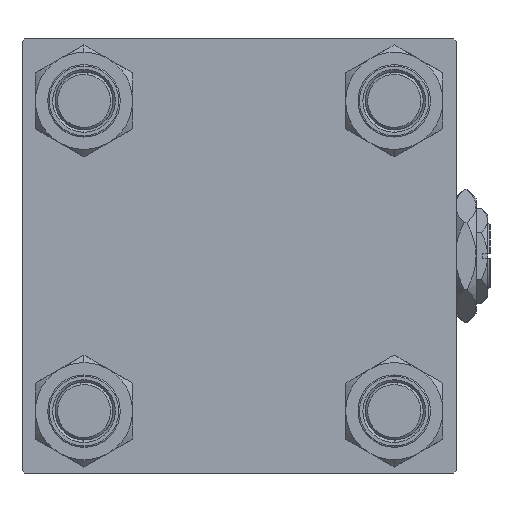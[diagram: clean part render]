
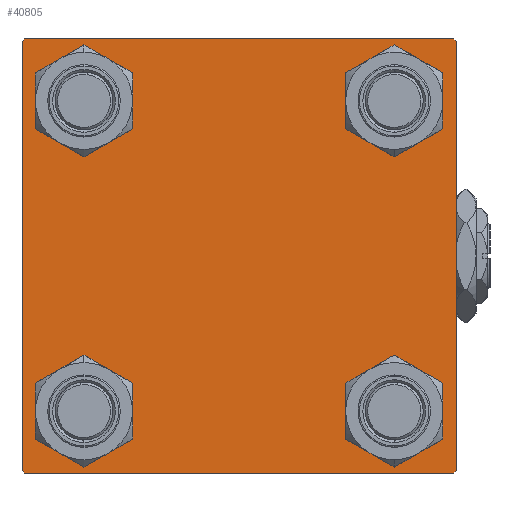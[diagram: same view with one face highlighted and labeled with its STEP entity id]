
A CAD part, left-side view. The second image highlights one B-rep face of the part: STEP entity #40805.
In plain terms, the highlighted planar face has unit normal (-1, 0, 0).
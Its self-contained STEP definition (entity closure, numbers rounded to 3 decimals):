
#80 = LINE ( 'NONE', #16252, #6292 ) ;
#124 = EDGE_CURVE ( 'NONE', #18837, #46587, #6494, .T. ) ;
#168 = CARTESIAN_POINT ( 'NONE',  ( 0., 45., 44.5 ) ) ;
#254 = ORIENTED_EDGE ( 'NONE', *, *, #13055, .T. ) ;
#357 = VERTEX_POINT ( 'NONE', #35893 ) ;
#402 = CIRCLE ( 'NONE', #42667, 6.5 ) ;
#1771 = DIRECTION ( 'NONE',  ( 1., 0., 0. ) ) ;
#1957 = LINE ( 'NONE', #42457, #3195 ) ;
#2222 = CARTESIAN_POINT ( 'NONE',  ( 0., 44.5, -45. ) ) ;
#2424 = EDGE_CURVE ( 'NONE', #42686, #46587, #49916, .T. ) ;
#3031 = CARTESIAN_POINT ( 'NONE',  ( 0., 32.15, -25.65 ) ) ;
#3195 = VECTOR ( 'NONE', #30290, 1000. ) ;
#3843 = ORIENTED_EDGE ( 'NONE', *, *, #8449, .T. ) ;
#4277 = ORIENTED_EDGE ( 'NONE', *, *, #38770, .T. ) ;
#4443 = DIRECTION ( 'NONE',  ( 0., 0., 1. ) ) ;
#5024 = FACE_BOUND ( 'NONE', #47098, .T. ) ;
#5026 = DIRECTION ( 'NONE',  ( 1., 0., 0. ) ) ;
#5606 = AXIS2_PLACEMENT_3D ( 'NONE', #32573, #41043, #25419 ) ;
#6279 = EDGE_LOOP ( 'NONE', ( #3843, #23106 ) ) ;
#6292 = VECTOR ( 'NONE', #28143, 1000. ) ;
#6494 = LINE ( 'NONE', #9964, #35483 ) ;
#6594 = ORIENTED_EDGE ( 'NONE', *, *, #48794, .T. ) ;
#7104 = EDGE_CURVE ( 'NONE', #42686, #28103, #46381, .T. ) ;
#7295 = ORIENTED_EDGE ( 'NONE', *, *, #30888, .T. ) ;
#7759 = EDGE_CURVE ( 'NONE', #46294, #16548, #23850, .T. ) ;
#7998 = DIRECTION ( 'NONE',  ( 0., -1., 0. ) ) ;
#8449 = EDGE_CURVE ( 'NONE', #18232, #50124, #43309, .T. ) ;
#8682 = VECTOR ( 'NONE', #32771, 1000. ) ;
#8739 = PLANE ( 'NONE',  #5606 ) ;
#8902 = ORIENTED_EDGE ( 'NONE', *, *, #52363, .T. ) ;
#9013 = FACE_BOUND ( 'NONE', #6279, .T. ) ;
#9107 = ORIENTED_EDGE ( 'NONE', *, *, #19387, .T. ) ;
#9729 = DIRECTION ( 'NONE',  ( 0., 0., 1. ) ) ;
#9806 = DIRECTION ( 'NONE',  ( 0., 0., 1. ) ) ;
#9964 = CARTESIAN_POINT ( 'NONE',  ( 0., 45., 45. ) ) ;
#10755 = CARTESIAN_POINT ( 'NONE',  ( 0., -32.15, 38.65 ) ) ;
#10937 = VECTOR ( 'NONE', #26614, 1000. ) ;
#11327 = CARTESIAN_POINT ( 'NONE',  ( 0., 45., -44.5 ) ) ;
#11380 = CARTESIAN_POINT ( 'NONE',  ( 0., 32.15, 32.15 ) ) ;
#12015 = CARTESIAN_POINT ( 'NONE',  ( 0., 32.15, 25.65 ) ) ;
#12497 = CIRCLE ( 'NONE', #22677, 6.5 ) ;
#12649 = CIRCLE ( 'NONE', #42229, 6.5 ) ;
#12707 = CARTESIAN_POINT ( 'NONE',  ( 0., -32.15, -38.65 ) ) ;
#12799 = CIRCLE ( 'NONE', #51558, 6.5 ) ;
#12992 = FACE_OUTER_BOUND ( 'NONE', #48825, .T. ) ;
#13055 = EDGE_CURVE ( 'NONE', #30643, #44934, #28528, .T. ) ;
#13179 = DIRECTION ( 'NONE',  ( 0., 0., 1. ) ) ;
#14277 = VERTEX_POINT ( 'NONE', #17636 ) ;
#14508 = ORIENTED_EDGE ( 'NONE', *, *, #7759, .T. ) ;
#15626 = VERTEX_POINT ( 'NONE', #168 ) ;
#16178 = DIRECTION ( 'NONE',  ( 0., 0., 1. ) ) ;
#16252 = CARTESIAN_POINT ( 'NONE',  ( 0., -44.75, -44.75 ) ) ;
#16548 = VERTEX_POINT ( 'NONE', #10755 ) ;
#16761 = LINE ( 'NONE', #49283, #25809 ) ;
#17184 = DIRECTION ( 'NONE',  ( 1., 0., 0. ) ) ;
#17188 = ORIENTED_EDGE ( 'NONE', *, *, #2424, .T. ) ;
#17561 = EDGE_CURVE ( 'NONE', #19866, #357, #402, .T. ) ;
#17636 = CARTESIAN_POINT ( 'NONE',  ( 0., -44.5, -45. ) ) ;
#18232 = VERTEX_POINT ( 'NONE', #3031 ) ;
#18707 = DIRECTION ( 'NONE',  ( 0., -1., 0. ) ) ;
#18837 = VERTEX_POINT ( 'NONE', #27022 ) ;
#19387 = EDGE_CURVE ( 'NONE', #44934, #14277, #16761, .T. ) ;
#19866 = VERTEX_POINT ( 'NONE', #12707 ) ;
#20675 = FACE_BOUND ( 'NONE', #48156, .T. ) ;
#20840 = ORIENTED_EDGE ( 'NONE', *, *, #23607, .T. ) ;
#20930 = CARTESIAN_POINT ( 'NONE',  ( 0., 32.15, -32.15 ) ) ;
#21389 = CARTESIAN_POINT ( 'NONE',  ( 0., -32.15, -32.15 ) ) ;
#21611 = CARTESIAN_POINT ( 'NONE',  ( 0., -44.75, 44.75 ) ) ;
#21906 = CARTESIAN_POINT ( 'NONE',  ( 0., -32.15, -32.15 ) ) ;
#22150 = ORIENTED_EDGE ( 'NONE', *, *, #7104, .F. ) ;
#22677 = AXIS2_PLACEMENT_3D ( 'NONE', #20930, #47913, #16178 ) ;
#23106 = ORIENTED_EDGE ( 'NONE', *, *, #44467, .T. ) ;
#23407 = DIRECTION ( 'NONE',  ( 1., 0., 0. ) ) ;
#23607 = EDGE_CURVE ( 'NONE', #357, #19866, #30198, .T. ) ;
#23633 = DIRECTION ( 'NONE',  ( 1., 0., 0. ) ) ;
#23763 = CARTESIAN_POINT ( 'NONE',  ( 0., -44.5, 45. ) ) ;
#23850 = CIRCLE ( 'NONE', #50034, 6.5 ) ;
#24243 = AXIS2_PLACEMENT_3D ( 'NONE', #21906, #1771, #9729 ) ;
#25419 = DIRECTION ( 'NONE',  ( 0., 0., 1. ) ) ;
#25779 = VERTEX_POINT ( 'NONE', #43174 ) ;
#25809 = VECTOR ( 'NONE', #7998, 1000. ) ;
#26376 = CARTESIAN_POINT ( 'NONE',  ( 0., -45., 44.5 ) ) ;
#26511 = CARTESIAN_POINT ( 'NONE',  ( 0., -32.15, 25.65 ) ) ;
#26614 = DIRECTION ( 'NONE',  ( 0., 0.707, 0.707 ) ) ;
#27022 = CARTESIAN_POINT ( 'NONE',  ( 0., 44.5, 45. ) ) ;
#27380 = CARTESIAN_POINT ( 'NONE',  ( 0., -32.15, 32.15 ) ) ;
#27531 = DIRECTION ( 'NONE',  ( 0., 0., 1. ) ) ;
#27847 = CARTESIAN_POINT ( 'NONE',  ( 0., -45., -44.5 ) ) ;
#28103 = VERTEX_POINT ( 'NONE', #27847 ) ;
#28143 = DIRECTION ( 'NONE',  ( 0., -0.707, 0.707 ) ) ;
#28528 = LINE ( 'NONE', #44405, #8682 ) ;
#28623 = ORIENTED_EDGE ( 'NONE', *, *, #32320, .T. ) ;
#30198 = CIRCLE ( 'NONE', #24243, 6.5 ) ;
#30290 = DIRECTION ( 'NONE',  ( 0., 0., -1. ) ) ;
#30344 = DIRECTION ( 'NONE',  ( 0., 0., 1. ) ) ;
#30514 = CARTESIAN_POINT ( 'NONE',  ( 0., 44.75, 44.75 ) ) ;
#30643 = VERTEX_POINT ( 'NONE', #11327 ) ;
#30888 = EDGE_CURVE ( 'NONE', #39559, #25779, #36690, .T. ) ;
#32320 = EDGE_CURVE ( 'NONE', #14277, #28103, #80, .T. ) ;
#32573 = CARTESIAN_POINT ( 'NONE',  ( 0., 0., 0. ) ) ;
#32771 = DIRECTION ( 'NONE',  ( 0., -0.707, -0.707 ) ) ;
#33965 = VECTOR ( 'NONE', #38959, 1000. ) ;
#34134 = ORIENTED_EDGE ( 'NONE', *, *, #43896, .T. ) ;
#34432 = CARTESIAN_POINT ( 'NONE',  ( 0., -32.15, 32.15 ) ) ;
#35483 = VECTOR ( 'NONE', #18707, 1000. ) ;
#35893 = CARTESIAN_POINT ( 'NONE',  ( 0., -32.15, -25.65 ) ) ;
#36690 = CIRCLE ( 'NONE', #47666, 6.5 ) ;
#36822 = FACE_BOUND ( 'NONE', #51936, .T. ) ;
#37541 = DIRECTION ( 'NONE',  ( 1., 0., 0. ) ) ;
#38223 = AXIS2_PLACEMENT_3D ( 'NONE', #45489, #17184, #4443 ) ;
#38453 = LINE ( 'NONE', #30514, #52049 ) ;
#38770 = EDGE_CURVE ( 'NONE', #18837, #15626, #38453, .T. ) ;
#38959 = DIRECTION ( 'NONE',  ( 0., 0., -1. ) ) ;
#39015 = ORIENTED_EDGE ( 'NONE', *, *, #124, .F. ) ;
#39559 = VERTEX_POINT ( 'NONE', #12015 ) ;
#39901 = ORIENTED_EDGE ( 'NONE', *, *, #17561, .T. ) ;
#40805 = ADVANCED_FACE ( 'NONE', ( #20675, #36822, #9013, #5024, #12992 ), #8739, .T. ) ;
#41043 = DIRECTION ( 'NONE',  ( -1., 0., 0. ) ) ;
#42229 = AXIS2_PLACEMENT_3D ( 'NONE', #11380, #47373, #27531 ) ;
#42457 = CARTESIAN_POINT ( 'NONE',  ( 0., 45., 45. ) ) ;
#42667 = AXIS2_PLACEMENT_3D ( 'NONE', #21389, #37541, #13179 ) ;
#42686 = VERTEX_POINT ( 'NONE', #26376 ) ;
#42928 = CARTESIAN_POINT ( 'NONE',  ( 0., -45., 45. ) ) ;
#42937 = DIRECTION ( 'NONE',  ( 0., 0.707, -0.707 ) ) ;
#43174 = CARTESIAN_POINT ( 'NONE',  ( 0., 32.15, 38.65 ) ) ;
#43309 = CIRCLE ( 'NONE', #38223, 6.5 ) ;
#43517 = DIRECTION ( 'NONE',  ( 0., 0., 1. ) ) ;
#43751 = CARTESIAN_POINT ( 'NONE',  ( 0., 32.15, 32.15 ) ) ;
#43896 = EDGE_CURVE ( 'NONE', #15626, #30643, #1957, .T. ) ;
#44405 = CARTESIAN_POINT ( 'NONE',  ( 0., 44.75, -44.75 ) ) ;
#44467 = EDGE_CURVE ( 'NONE', #50124, #18232, #12497, .T. ) ;
#44934 = VERTEX_POINT ( 'NONE', #2222 ) ;
#45489 = CARTESIAN_POINT ( 'NONE',  ( 0., 32.15, -32.15 ) ) ;
#46294 = VERTEX_POINT ( 'NONE', #26511 ) ;
#46381 = LINE ( 'NONE', #42928, #33965 ) ;
#46587 = VERTEX_POINT ( 'NONE', #23763 ) ;
#47098 = EDGE_LOOP ( 'NONE', ( #6594, #7295 ) ) ;
#47373 = DIRECTION ( 'NONE',  ( 1., 0., 0. ) ) ;
#47666 = AXIS2_PLACEMENT_3D ( 'NONE', #43751, #23633, #30344 ) ;
#47913 = DIRECTION ( 'NONE',  ( 1., 0., 0. ) ) ;
#48156 = EDGE_LOOP ( 'NONE', ( #8902, #14508 ) ) ;
#48794 = EDGE_CURVE ( 'NONE', #25779, #39559, #12649, .T. ) ;
#48825 = EDGE_LOOP ( 'NONE', ( #34134, #254, #9107, #28623, #22150, #17188, #39015, #4277 ) ) ;
#48872 = CARTESIAN_POINT ( 'NONE',  ( 0., 32.15, -38.65 ) ) ;
#49283 = CARTESIAN_POINT ( 'NONE',  ( 0., 45., -45. ) ) ;
#49916 = LINE ( 'NONE', #21611, #10937 ) ;
#50034 = AXIS2_PLACEMENT_3D ( 'NONE', #27380, #23407, #43517 ) ;
#50124 = VERTEX_POINT ( 'NONE', #48872 ) ;
#51558 = AXIS2_PLACEMENT_3D ( 'NONE', #34432, #5026, #9806 ) ;
#51936 = EDGE_LOOP ( 'NONE', ( #20840, #39901 ) ) ;
#52049 = VECTOR ( 'NONE', #42937, 1000. ) ;
#52363 = EDGE_CURVE ( 'NONE', #16548, #46294, #12799, .T. ) ;
